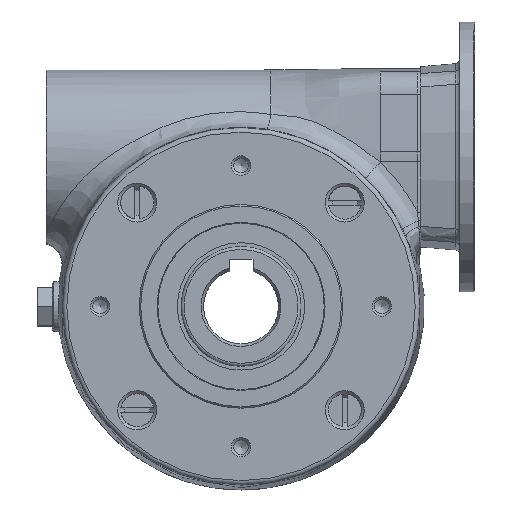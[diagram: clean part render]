
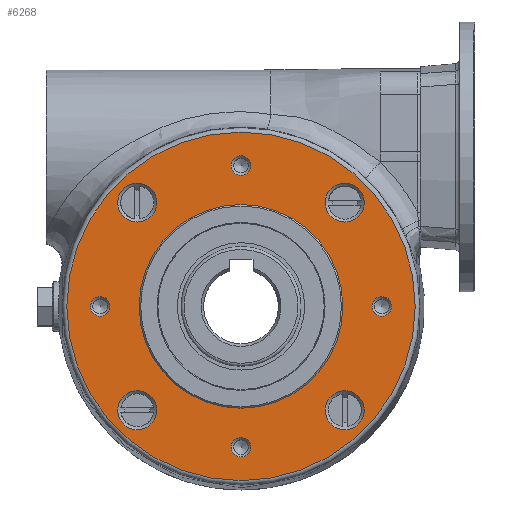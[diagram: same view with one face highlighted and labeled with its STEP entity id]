
A CAD part, top view. The second image highlights one B-rep face of the part: STEP entity #6268.
In plain terms, the highlighted planar face has unit normal (0, 0, 1).
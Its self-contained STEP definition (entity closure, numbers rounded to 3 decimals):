
#547=CIRCLE('',#6622,58.155);
#584=CIRCLE('',#6699,34.);
#585=CIRCLE('',#6701,6.5);
#586=CIRCLE('',#6702,6.5);
#587=CIRCLE('',#6703,6.5);
#588=CIRCLE('',#6704,6.5);
#589=CIRCLE('',#6705,3.259);
#590=CIRCLE('',#6706,3.259);
#591=CIRCLE('',#6707,3.259);
#592=CIRCLE('',#6708,3.259);
#1326=ORIENTED_EDGE('',*,*,#2296,.T.);
#1327=ORIENTED_EDGE('',*,*,#2297,.T.);
#1328=ORIENTED_EDGE('',*,*,#2298,.T.);
#1329=ORIENTED_EDGE('',*,*,#2299,.T.);
#1330=ORIENTED_EDGE('',*,*,#2300,.T.);
#1331=ORIENTED_EDGE('',*,*,#2301,.T.);
#1332=ORIENTED_EDGE('',*,*,#2302,.T.);
#1333=ORIENTED_EDGE('',*,*,#2303,.T.);
#1334=ORIENTED_EDGE('',*,*,#2295,.F.);
#1335=ORIENTED_EDGE('',*,*,#2250,.T.);
#2250=EDGE_CURVE('',#2803,#2803,#547,.F.);
#2295=EDGE_CURVE('',#2830,#2830,#584,.T.);
#2296=EDGE_CURVE('',#2831,#2831,#585,.T.);
#2297=EDGE_CURVE('',#2832,#2832,#586,.T.);
#2298=EDGE_CURVE('',#2833,#2833,#587,.T.);
#2299=EDGE_CURVE('',#2834,#2834,#588,.T.);
#2300=EDGE_CURVE('',#2835,#2835,#589,.T.);
#2301=EDGE_CURVE('',#2836,#2836,#590,.T.);
#2302=EDGE_CURVE('',#2837,#2837,#591,.T.);
#2303=EDGE_CURVE('',#2838,#2838,#592,.T.);
#2803=VERTEX_POINT('',#11450);
#2830=VERTEX_POINT('',#11734);
#2831=VERTEX_POINT('',#11737);
#2832=VERTEX_POINT('',#11739);
#2833=VERTEX_POINT('',#11741);
#2834=VERTEX_POINT('',#11743);
#2835=VERTEX_POINT('',#11745);
#2836=VERTEX_POINT('',#11747);
#2837=VERTEX_POINT('',#11749);
#2838=VERTEX_POINT('',#11751);
#3560=EDGE_LOOP('',(#1326));
#3561=EDGE_LOOP('',(#1327));
#3562=EDGE_LOOP('',(#1328));
#3563=EDGE_LOOP('',(#1329));
#3564=EDGE_LOOP('',(#1330));
#3565=EDGE_LOOP('',(#1331));
#3566=EDGE_LOOP('',(#1332));
#3567=EDGE_LOOP('',(#1333));
#3568=EDGE_LOOP('',(#1334));
#3569=EDGE_LOOP('',(#1335));
#4050=FACE_BOUND('',#3560,.T.);
#4051=FACE_BOUND('',#3561,.T.);
#4052=FACE_BOUND('',#3562,.T.);
#4053=FACE_BOUND('',#3563,.T.);
#4054=FACE_BOUND('',#3564,.T.);
#4055=FACE_BOUND('',#3565,.T.);
#4056=FACE_BOUND('',#3566,.T.);
#4057=FACE_BOUND('',#3567,.T.);
#4058=FACE_BOUND('',#3568,.T.);
#4059=FACE_BOUND('',#3569,.T.);
#4366=PLANE('',#6700);
#6268=ADVANCED_FACE('',(#4050,#4051,#4052,#4053,#4054,#4055,#4056,#4057,
#4058,#4059),#4366,.T.);
#6622=AXIS2_PLACEMENT_3D('',#11449,#7428,#7429);
#6699=AXIS2_PLACEMENT_3D('',#11733,#7582,#7583);
#6700=AXIS2_PLACEMENT_3D('',#11735,#7584,#7585);
#6701=AXIS2_PLACEMENT_3D('',#11736,#7586,#7587);
#6702=AXIS2_PLACEMENT_3D('',#11738,#7588,#7589);
#6703=AXIS2_PLACEMENT_3D('',#11740,#7590,#7591);
#6704=AXIS2_PLACEMENT_3D('',#11742,#7592,#7593);
#6705=AXIS2_PLACEMENT_3D('',#11744,#7594,#7595);
#6706=AXIS2_PLACEMENT_3D('',#11746,#7596,#7597);
#6707=AXIS2_PLACEMENT_3D('',#11748,#7598,#7599);
#6708=AXIS2_PLACEMENT_3D('',#11750,#7600,#7601);
#7428=DIRECTION('',(0.,0.,-1.));
#7429=DIRECTION('',(0.,-1.,0.));
#7582=DIRECTION('',(0.,0.,1.));
#7583=DIRECTION('',(1.,0.,0.));
#7584=DIRECTION('',(0.,0.,1.));
#7585=DIRECTION('',(1.,0.,0.));
#7586=DIRECTION('',(0.,0.,-1.));
#7587=DIRECTION('',(-1.,0.,0.));
#7588=DIRECTION('',(0.,0.,-1.));
#7589=DIRECTION('',(-1.,0.,0.));
#7590=DIRECTION('',(0.,0.,-1.));
#7591=DIRECTION('',(-1.,0.,0.));
#7592=DIRECTION('',(0.,0.,-1.));
#7593=DIRECTION('',(-1.,0.,0.));
#7594=DIRECTION('',(0.,0.,-1.));
#7595=DIRECTION('',(0.,1.,0.));
#7596=DIRECTION('',(0.,0.,-1.));
#7597=DIRECTION('',(1.,0.,0.));
#7598=DIRECTION('',(0.,0.,-1.));
#7599=DIRECTION('',(0.,-1.,0.));
#7600=DIRECTION('',(0.,0.,-1.));
#7601=DIRECTION('',(-1.,0.,0.));
#11449=CARTESIAN_POINT('',(0.,0.,38.));
#11450=CARTESIAN_POINT('',(0.,-58.155,38.));
#11733=CARTESIAN_POINT('',(0.,0.,38.));
#11734=CARTESIAN_POINT('',(34.,0.,38.));
#11735=CARTESIAN_POINT('',(34.,0.,38.));
#11736=CARTESIAN_POINT('',(34.648,34.648,38.));
#11737=CARTESIAN_POINT('',(28.148,34.648,38.));
#11738=CARTESIAN_POINT('',(34.648,-34.648,38.));
#11739=CARTESIAN_POINT('',(28.148,-34.648,38.));
#11740=CARTESIAN_POINT('',(-34.648,-34.648,38.));
#11741=CARTESIAN_POINT('',(-41.148,-34.648,38.));
#11742=CARTESIAN_POINT('',(-34.648,34.648,38.));
#11743=CARTESIAN_POINT('',(-41.148,34.648,38.));
#11744=CARTESIAN_POINT('',(-47.,0.,38.));
#11745=CARTESIAN_POINT('',(-47.,3.259,38.));
#11746=CARTESIAN_POINT('',(0.,47.,38.));
#11747=CARTESIAN_POINT('',(3.258,47.,38.));
#11748=CARTESIAN_POINT('',(47.,0.,38.));
#11749=CARTESIAN_POINT('',(47.,-3.258,38.));
#11750=CARTESIAN_POINT('',(0.,-47.,38.));
#11751=CARTESIAN_POINT('',(-3.258,-47.,38.));
